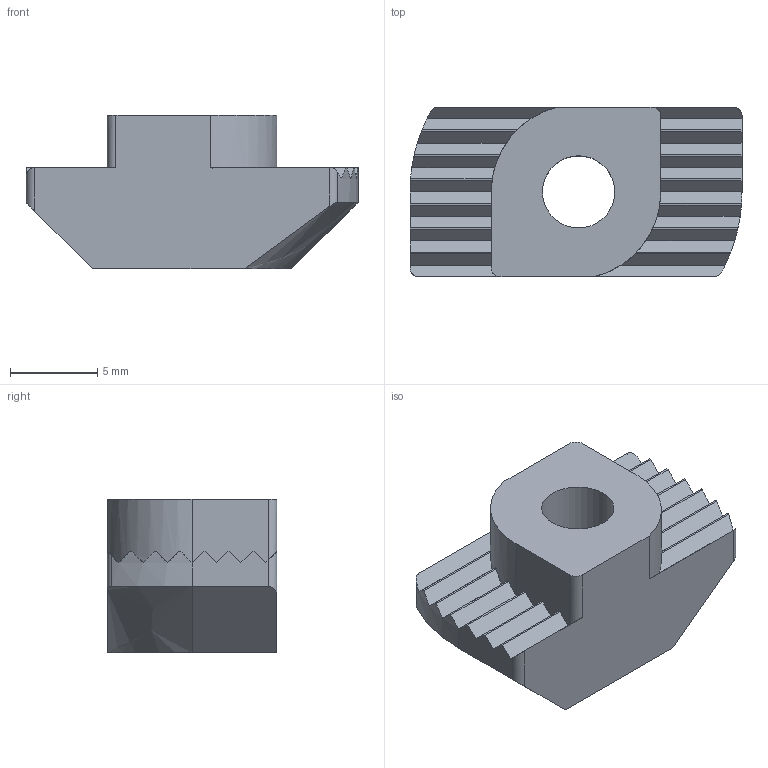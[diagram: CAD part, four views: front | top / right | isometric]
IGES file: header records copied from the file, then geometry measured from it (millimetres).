
Global section: file name: 210050.stp.ipt; native system: Autodesk Inventor 2014; preprocessor: unknown; author: zeman; date: 20151016.101431; units: millimetre
Bounding box: 19 x 9.7 x 8.8 mm (x, y, z)
Volume: 1003.6 mm3; surface area: 830.6 mm2
Topology: 1 solids, 1 shells, 63 faces, 179 edges, 118 vertices
Faces by surface type: plane 50, cylinder 10, bspline 2, revolution 1
